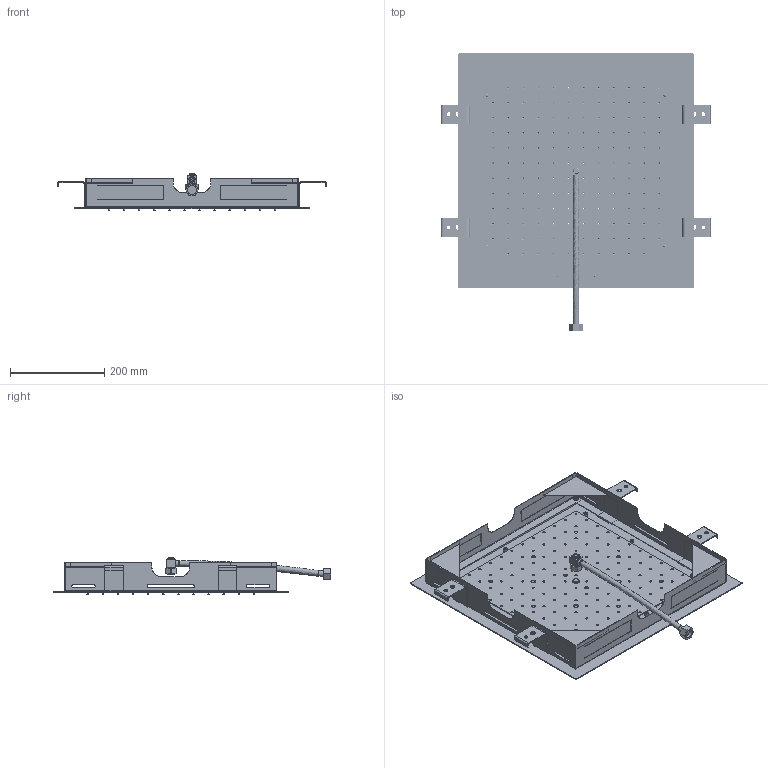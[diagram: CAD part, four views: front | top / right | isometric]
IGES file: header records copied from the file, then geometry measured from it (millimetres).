
Start section: C
Global section: file name: M111.igs; native system: By Siemens PLM Incorporated; preprocessor: XPlus GENERIC/IGES 18.0.17; author: Author; organization: Title; date: 20160427.082115; units: millimetre
Bounding box: 570 x 587.8 x 76.5 mm (x, y, z)
Volume: 275512.8 mm3; surface area: 1082773 mm2
Topology: 2 solids, 2 shells, 2109 faces, 10342 edges, 8733 vertices
Faces by surface type: bspline 2109
